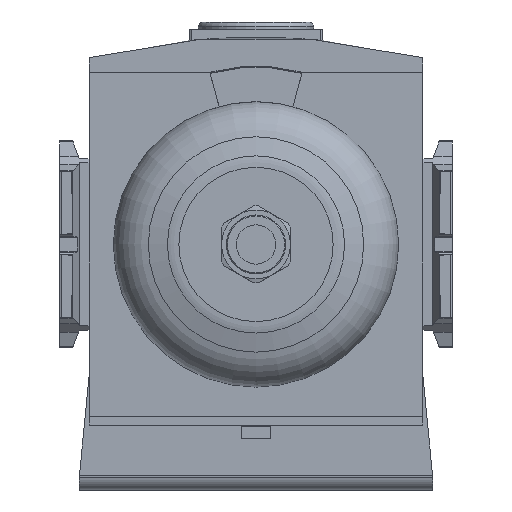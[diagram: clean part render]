
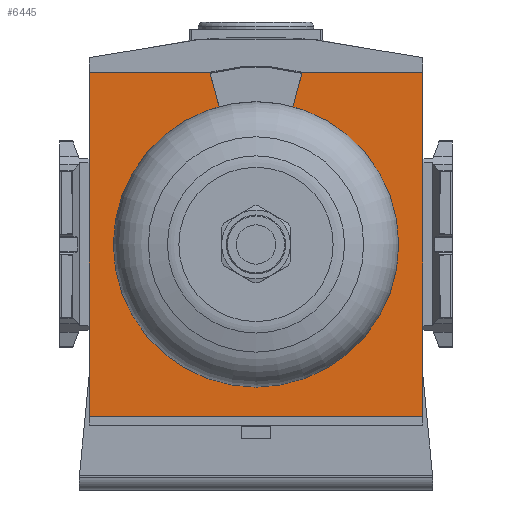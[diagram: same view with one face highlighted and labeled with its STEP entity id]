
A CAD part, front view. The second image highlights one B-rep face of the part: STEP entity #6445.
In plain terms, the highlighted face is planar.
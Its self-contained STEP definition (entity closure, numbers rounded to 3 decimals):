
#139=PLANE('',#6866);
#678=LINE('',#9868,#1411);
#683=LINE('',#9878,#1416);
#689=LINE('',#9886,#1422);
#694=LINE('',#9900,#1427);
#1411=VECTOR('',#7796,1000.);
#1416=VECTOR('',#7803,1000.);
#1422=VECTOR('',#7811,1000.);
#1427=VECTOR('',#7818,1000.);
#2242=ORIENTED_EDGE('',*,*,#3761,.T.);
#2243=ORIENTED_EDGE('',*,*,#4087,.T.);
#2244=ORIENTED_EDGE('',*,*,#4092,.T.);
#2245=ORIENTED_EDGE('',*,*,#4098,.T.);
#2246=ORIENTED_EDGE('',*,*,#4104,.T.);
#3761=EDGE_CURVE('',#4712,#4712,#5351,.T.);
#4087=EDGE_CURVE('',#5004,#5003,#678,.T.);
#4092=EDGE_CURVE('',#5003,#5007,#683,.T.);
#4098=EDGE_CURVE('',#5007,#5008,#689,.T.);
#4104=EDGE_CURVE('',#5008,#5004,#694,.T.);
#4712=VERTEX_POINT('',#9211);
#5003=VERTEX_POINT('',#9867);
#5004=VERTEX_POINT('',#9869);
#5007=VERTEX_POINT('',#9877);
#5008=VERTEX_POINT('',#9885);
#5351=CIRCLE('',#6782,29.047);
#5569=EDGE_LOOP('',(#2242));
#5570=EDGE_LOOP('',(#2243,#2244,#2245,#2246));
#5987=FACE_BOUND('',#5569,.T.);
#5988=FACE_BOUND('',#5570,.T.);
#6445=ADVANCED_FACE('',(#5987,#5988),#139,.T.);
#6782=AXIS2_PLACEMENT_3D('',#9210,#7349,#7350);
#6866=AXIS2_PLACEMENT_3D('',#9901,#7819,#7820);
#7349=DIRECTION('',(0.,-1.,0.));
#7350=DIRECTION('',(0.,0.,-1.));
#7796=DIRECTION('',(0.,0.,1.));
#7803=DIRECTION('',(1.,0.,0.));
#7811=DIRECTION('',(0.,0.,-1.));
#7818=DIRECTION('',(-1.,0.,0.));
#7819=DIRECTION('',(0.,1.,0.));
#7820=DIRECTION('',(0.,0.,1.));
#9210=CARTESIAN_POINT('',(0.,35.,0.));
#9211=CARTESIAN_POINT('',(0.,35.,-29.047));
#9867=CARTESIAN_POINT('',(-34.,35.,35.));
#9868=CARTESIAN_POINT('',(-34.,35.,-35.));
#9869=CARTESIAN_POINT('',(-34.,35.,-35.));
#9877=CARTESIAN_POINT('',(33.995,34.995,35.));
#9878=CARTESIAN_POINT('',(-34.,35.,35.));
#9885=CARTESIAN_POINT('',(34.,35.,-35.));
#9886=CARTESIAN_POINT('',(34.,35.,35.));
#9900=CARTESIAN_POINT('',(34.,35.,-35.));
#9901=CARTESIAN_POINT('',(0.,35.,0.));
